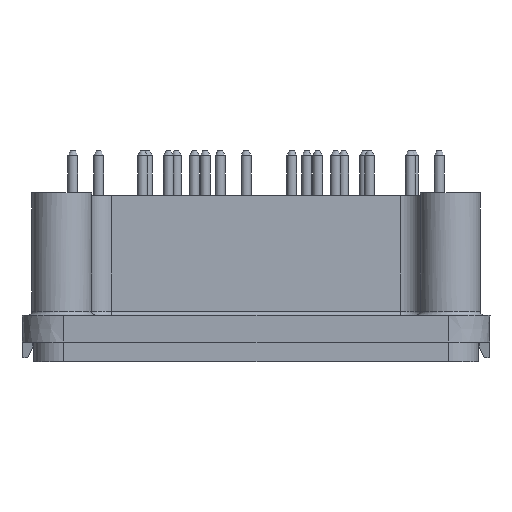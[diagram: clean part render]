
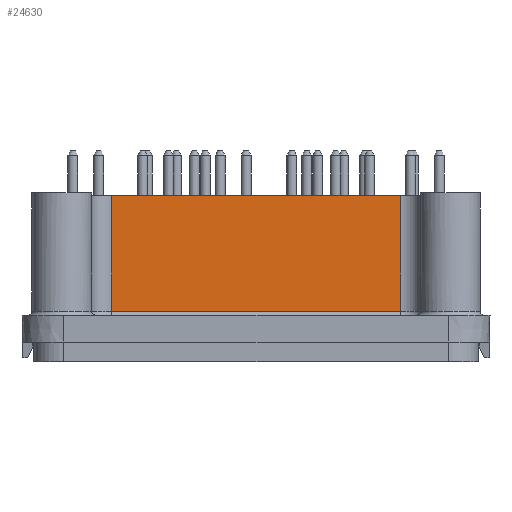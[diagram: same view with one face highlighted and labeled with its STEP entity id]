
A CAD part, left-side view. The second image highlights one B-rep face of the part: STEP entity #24630.
In plain terms, the highlighted planar face has unit normal (-1, 0, 0).
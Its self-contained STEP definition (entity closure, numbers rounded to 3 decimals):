
#918=LINE('',#33314,#2196);
#1383=LINE('',#36629,#2661);
#1384=LINE('',#36631,#2662);
#1385=LINE('',#36633,#2663);
#2196=VECTOR('',#28226,1000.);
#2661=VECTOR('',#29241,1000.);
#2662=VECTOR('',#29244,1000.);
#2663=VECTOR('',#29245,1000.);
#5815=ORIENTED_EDGE('',*,*,#9890,.F.);
#5816=ORIENTED_EDGE('',*,*,#9891,.T.);
#5817=ORIENTED_EDGE('',*,*,#9892,.T.);
#5818=ORIENTED_EDGE('',*,*,#9188,.F.);
#9188=EDGE_CURVE('',#11631,#11634,#918,.T.);
#9890=EDGE_CURVE('',#12081,#11631,#1383,.T.);
#9891=EDGE_CURVE('',#12081,#12082,#1384,.T.);
#9892=EDGE_CURVE('',#12082,#11634,#1385,.T.);
#11631=VERTEX_POINT('',#33307);
#11634=VERTEX_POINT('',#33315);
#12081=VERTEX_POINT('',#36628);
#12082=VERTEX_POINT('',#36632);
#14408=EDGE_LOOP('',(#5815,#5816,#5817,#5818));
#15810=FACE_BOUND('',#14408,.T.);
#16590=PLANE('',#25993);
#24630=ADVANCED_FACE('',(#15810),#16590,.F.);
#25993=AXIS2_PLACEMENT_3D('',#36630,#29242,#29243);
#28226=DIRECTION('',(0.,1.,0.));
#29241=DIRECTION('',(0.,0.,-1.));
#29242=DIRECTION('',(1.,0.,0.));
#29243=DIRECTION('',(0.,-1.,0.));
#29244=DIRECTION('',(0.,1.,0.));
#29245=DIRECTION('',(0.,0.,-1.));
#33307=CARTESIAN_POINT('',(-39.5,-14.525,1.8));
#33314=CARTESIAN_POINT('',(-39.5,-22.5,1.8));
#33315=CARTESIAN_POINT('',(-39.5,14.525,1.8));
#36628=CARTESIAN_POINT('',(-39.5,-14.525,13.4));
#36629=CARTESIAN_POINT('',(-39.5,-14.525,61.53));
#36630=CARTESIAN_POINT('',(-39.5,-22.5,61.53));
#36631=CARTESIAN_POINT('',(-39.5,-22.5,13.4));
#36632=CARTESIAN_POINT('',(-39.5,14.525,13.4));
#36633=CARTESIAN_POINT('',(-39.5,14.525,61.53));
